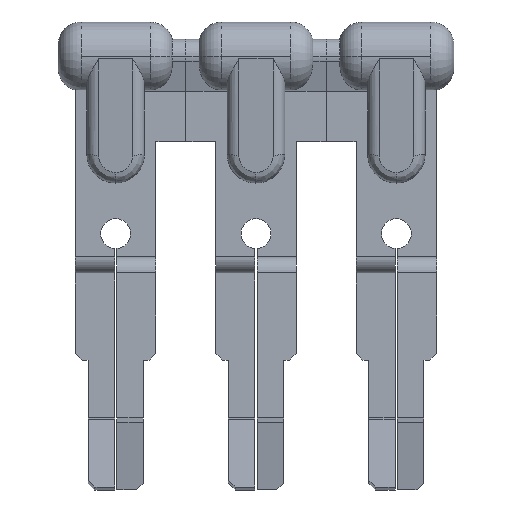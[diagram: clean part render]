
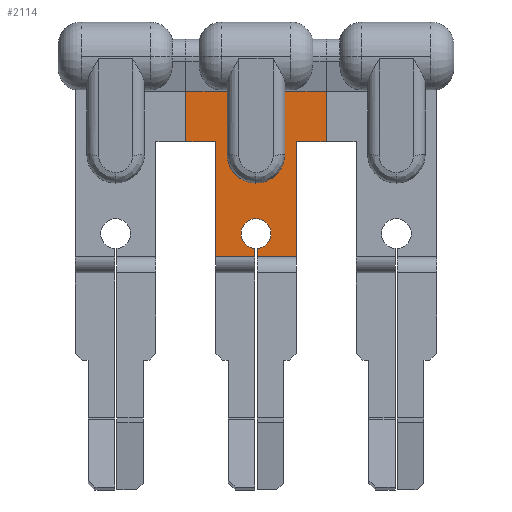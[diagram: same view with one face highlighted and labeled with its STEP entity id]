
A CAD part, top view. The second image highlights one B-rep face of the part: STEP entity #2114.
In plain terms, the highlighted planar face has unit normal (0, 0, 1).
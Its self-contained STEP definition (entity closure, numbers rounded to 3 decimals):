
#81 = ORIENTED_EDGE ( 'NONE', *, *, #4653, .F. ) ;
#125 = ORIENTED_EDGE ( 'NONE', *, *, #1163, .F. ) ;
#146 = DIRECTION ( 'NONE',  ( 0., 0., 1. ) ) ;
#203 = ORIENTED_EDGE ( 'NONE', *, *, #1645, .F. ) ;
#212 = CARTESIAN_POINT ( 'NONE',  ( 0., 4.116, 0. ) ) ;
#222 = CARTESIAN_POINT ( 'NONE',  ( 0.65, 0., 0. ) ) ;
#269 = VERTEX_POINT ( 'NONE', #3575 ) ;
#274 = ORIENTED_EDGE ( 'NONE', *, *, #1569, .T. ) ;
#300 = DIRECTION ( 'NONE',  ( 0., -1., 0. ) ) ;
#420 = VERTEX_POINT ( 'NONE', #1266 ) ;
#459 = DIRECTION ( 'NONE',  ( 0., 0., 1. ) ) ;
#486 = CIRCLE ( 'NONE', #5342, 0.65 ) ;
#534 = CARTESIAN_POINT ( 'NONE',  ( -1.75, -1.01, 0. ) ) ;
#544 = ORIENTED_EDGE ( 'NONE', *, *, #2509, .F. ) ;
#586 = CARTESIAN_POINT ( 'NONE',  ( -3.05, 3.99, 0. ) ) ;
#590 = EDGE_CURVE ( 'NONE', #4591, #420, #3472, .T. ) ;
#594 = CARTESIAN_POINT ( 'NONE',  ( 0.05, -1.01, 0. ) ) ;
#624 = EDGE_CURVE ( 'NONE', #2281, #5162, #2494, .T. ) ;
#689 = EDGE_LOOP ( 'NONE', ( #4409, #203, #2748, #81, #4826, #4385, #2439, #2276, #3146, #544, #3046, #4000, #4681, #274 ) ) ;
#724 = CARTESIAN_POINT ( 'NONE',  ( -3.05, 6.99, 0. ) ) ;
#731 = LINE ( 'NONE', #5093, #1816 ) ;
#738 = DIRECTION ( 'NONE',  ( 1., 0., 0. ) ) ;
#748 = VERTEX_POINT ( 'NONE', #222 ) ;
#808 = VERTEX_POINT ( 'NONE', #1965 ) ;
#846 = EDGE_CURVE ( 'NONE', #4567, #3863, #486, .T. ) ;
#859 = DIRECTION ( 'NONE',  ( 1., 0., 0. ) ) ;
#904 = DIRECTION ( 'NONE',  ( 0., 0., 1. ) ) ;
#905 = CARTESIAN_POINT ( 'NONE',  ( 1.75, 6.99, 0. ) ) ;
#918 = LINE ( 'NONE', #4864, #4093 ) ;
#924 = ORIENTED_EDGE ( 'NONE', *, *, #846, .F. ) ;
#1055 = CARTESIAN_POINT ( 'NONE',  ( -0.05, -0.648, 0. ) ) ;
#1133 = VECTOR ( 'NONE', #2216, 1000. ) ;
#1152 = DIRECTION ( 'NONE',  ( 0., 0., 1. ) ) ;
#1163 = EDGE_CURVE ( 'NONE', #3863, #4567, #2942, .T. ) ;
#1231 = FACE_BOUND ( 'NONE', #2691, .T. ) ;
#1247 = VECTOR ( 'NONE', #859, 1000. ) ;
#1266 = CARTESIAN_POINT ( 'NONE',  ( -1.75, 3.99, 0. ) ) ;
#1267 = VERTEX_POINT ( 'NONE', #1055 ) ;
#1364 = CIRCLE ( 'NONE', #4359, 0.65 ) ;
#1388 = AXIS2_PLACEMENT_3D ( 'NONE', #2649, #146, #3080 ) ;
#1476 = VECTOR ( 'NONE', #1857, 1000. ) ;
#1516 = CARTESIAN_POINT ( 'NONE',  ( 3.05, 6.99, 0. ) ) ;
#1569 = EDGE_CURVE ( 'NONE', #420, #2811, #5200, .T. ) ;
#1645 = EDGE_CURVE ( 'NONE', #1267, #4719, #731, .T. ) ;
#1660 = CARTESIAN_POINT ( 'NONE',  ( -0.65, 4.116, 0. ) ) ;
#1736 = VERTEX_POINT ( 'NONE', #2291 ) ;
#1816 = VECTOR ( 'NONE', #4698, 1000. ) ;
#1857 = DIRECTION ( 'NONE',  ( 0., 1., 0. ) ) ;
#1861 = AXIS2_PLACEMENT_3D ( 'NONE', #2202, #2188, #2176 ) ;
#1889 = EDGE_CURVE ( 'NONE', #2811, #4719, #2866, .T. ) ;
#1965 = CARTESIAN_POINT ( 'NONE',  ( 3.05, 3.99, 0. ) ) ;
#2021 = VECTOR ( 'NONE', #738, 1000. ) ;
#2025 = CARTESIAN_POINT ( 'NONE',  ( -0.05, -1.01, 0. ) ) ;
#2075 = LINE ( 'NONE', #5211, #2207 ) ;
#2112 = CARTESIAN_POINT ( 'NONE',  ( 0., 0., 0. ) ) ;
#2114 = ADVANCED_FACE ( 'NONE', ( #1231, #3315 ), #2522, .T. ) ;
#2176 = DIRECTION ( 'NONE',  ( 1., 0., 0. ) ) ;
#2188 = DIRECTION ( 'NONE',  ( 0., 0., 1. ) ) ;
#2202 = CARTESIAN_POINT ( 'NONE',  ( 0., 4.116, 0. ) ) ;
#2207 = VECTOR ( 'NONE', #300, 1000. ) ;
#2216 = DIRECTION ( 'NONE',  ( 0., 1., 0. ) ) ;
#2276 = ORIENTED_EDGE ( 'NONE', *, *, #2393, .T. ) ;
#2281 = VERTEX_POINT ( 'NONE', #594 ) ;
#2291 = CARTESIAN_POINT ( 'NONE',  ( 1.75, -1.01, 0. ) ) ;
#2313 = CARTESIAN_POINT ( 'NONE',  ( 0.05, -0.648, 0. ) ) ;
#2366 = DIRECTION ( 'NONE',  ( 0., -1., 0. ) ) ;
#2393 = EDGE_CURVE ( 'NONE', #1736, #269, #4773, .T. ) ;
#2439 = ORIENTED_EDGE ( 'NONE', *, *, #5299, .T. ) ;
#2494 = LINE ( 'NONE', #4109, #1133 ) ;
#2509 = EDGE_CURVE ( 'NONE', #4729, #808, #5313, .T. ) ;
#2515 = EDGE_CURVE ( 'NONE', #4283, #4591, #2075, .T. ) ;
#2522 = PLANE ( 'NONE',  #3232 ) ;
#2649 = CARTESIAN_POINT ( 'NONE',  ( 0., 0., 0. ) ) ;
#2691 = EDGE_LOOP ( 'NONE', ( #924, #125 ) ) ;
#2706 = CARTESIAN_POINT ( 'NONE',  ( 1.75, -1.01, 0. ) ) ;
#2748 = ORIENTED_EDGE ( 'NONE', *, *, #4404, .F. ) ;
#2795 = CIRCLE ( 'NONE', #1388, 0.65 ) ;
#2811 = VERTEX_POINT ( 'NONE', #534 ) ;
#2853 = AXIS2_PLACEMENT_3D ( 'NONE', #3661, #1152, #4060 ) ;
#2866 = LINE ( 'NONE', #4468, #2021 ) ;
#2878 = CARTESIAN_POINT ( 'NONE',  ( 3.05, 6.99, 0. ) ) ;
#2942 = CIRCLE ( 'NONE', #1861, 0.65 ) ;
#3033 = CARTESIAN_POINT ( 'NONE',  ( -3.05, 3.99, 0. ) ) ;
#3046 = ORIENTED_EDGE ( 'NONE', *, *, #3324, .T. ) ;
#3080 = DIRECTION ( 'NONE',  ( 1., 0., 0. ) ) ;
#3146 = ORIENTED_EDGE ( 'NONE', *, *, #4690, .F. ) ;
#3181 = VECTOR ( 'NONE', #2366, 1000. ) ;
#3195 = VECTOR ( 'NONE', #4144, 1000. ) ;
#3197 = CARTESIAN_POINT ( 'NONE',  ( -1.75, -1.01, 0. ) ) ;
#3232 = AXIS2_PLACEMENT_3D ( 'NONE', #2112, #459, #3360 ) ;
#3315 = FACE_OUTER_BOUND ( 'NONE', #689, .T. ) ;
#3324 = EDGE_CURVE ( 'NONE', #4729, #4283, #4765, .T. ) ;
#3360 = DIRECTION ( 'NONE',  ( 1., 0., 0. ) ) ;
#3383 = CIRCLE ( 'NONE', #2853, 0.65 ) ;
#3394 = CARTESIAN_POINT ( 'NONE',  ( 0., 0., 0. ) ) ;
#3413 = DIRECTION ( 'NONE',  ( -1., 0., 0. ) ) ;
#3472 = LINE ( 'NONE', #3033, #1247 ) ;
#3503 = CARTESIAN_POINT ( 'NONE',  ( 0.65, 4.116, 0. ) ) ;
#3506 = DIRECTION ( 'NONE',  ( 1., 0., 0. ) ) ;
#3575 = CARTESIAN_POINT ( 'NONE',  ( 1.75, 3.99, 0. ) ) ;
#3647 = DIRECTION ( 'NONE',  ( 0., 0., 1. ) ) ;
#3661 = CARTESIAN_POINT ( 'NONE',  ( 0., 0., 0. ) ) ;
#3711 = VECTOR ( 'NONE', #3413, 1000. ) ;
#3745 = CARTESIAN_POINT ( 'NONE',  ( -1.75, 6.99, 0. ) ) ;
#3821 = DIRECTION ( 'NONE',  ( 1., 0., 0. ) ) ;
#3837 = LINE ( 'NONE', #3197, #4647 ) ;
#3863 = VERTEX_POINT ( 'NONE', #1660 ) ;
#4000 = ORIENTED_EDGE ( 'NONE', *, *, #2515, .T. ) ;
#4054 = EDGE_CURVE ( 'NONE', #5162, #748, #2795, .T. ) ;
#4060 = DIRECTION ( 'NONE',  ( 1., 0., 0. ) ) ;
#4093 = VECTOR ( 'NONE', #5255, 1000. ) ;
#4109 = CARTESIAN_POINT ( 'NONE',  ( 0.05, -1.01, 0. ) ) ;
#4144 = DIRECTION ( 'NONE',  ( 0., -1., 0. ) ) ;
#4274 = CARTESIAN_POINT ( 'NONE',  ( -0.65, 0., 0. ) ) ;
#4283 = VERTEX_POINT ( 'NONE', #724 ) ;
#4359 = AXIS2_PLACEMENT_3D ( 'NONE', #3394, #904, #3821 ) ;
#4385 = ORIENTED_EDGE ( 'NONE', *, *, #624, .F. ) ;
#4404 = EDGE_CURVE ( 'NONE', #4488, #1267, #1364, .T. ) ;
#4409 = ORIENTED_EDGE ( 'NONE', *, *, #1889, .T. ) ;
#4468 = CARTESIAN_POINT ( 'NONE',  ( -1.75, -1.01, 0. ) ) ;
#4488 = VERTEX_POINT ( 'NONE', #4274 ) ;
#4567 = VERTEX_POINT ( 'NONE', #3503 ) ;
#4591 = VERTEX_POINT ( 'NONE', #586 ) ;
#4647 = VECTOR ( 'NONE', #5216, 1000. ) ;
#4653 = EDGE_CURVE ( 'NONE', #748, #4488, #3383, .T. ) ;
#4681 = ORIENTED_EDGE ( 'NONE', *, *, #590, .T. ) ;
#4690 = EDGE_CURVE ( 'NONE', #808, #269, #918, .T. ) ;
#4698 = DIRECTION ( 'NONE',  ( 0., -1., 0. ) ) ;
#4719 = VERTEX_POINT ( 'NONE', #2025 ) ;
#4729 = VERTEX_POINT ( 'NONE', #2878 ) ;
#4765 = LINE ( 'NONE', #905, #3711 ) ;
#4773 = LINE ( 'NONE', #2706, #1476 ) ;
#4826 = ORIENTED_EDGE ( 'NONE', *, *, #4054, .F. ) ;
#4864 = CARTESIAN_POINT ( 'NONE',  ( 3.05, 3.99, 0. ) ) ;
#5093 = CARTESIAN_POINT ( 'NONE',  ( -0.05, -1.01, 0. ) ) ;
#5162 = VERTEX_POINT ( 'NONE', #2313 ) ;
#5200 = LINE ( 'NONE', #3745, #3195 ) ;
#5211 = CARTESIAN_POINT ( 'NONE',  ( -3.05, 6.99, 0. ) ) ;
#5216 = DIRECTION ( 'NONE',  ( 1., 0., 0. ) ) ;
#5255 = DIRECTION ( 'NONE',  ( -1., 0., 0. ) ) ;
#5299 = EDGE_CURVE ( 'NONE', #2281, #1736, #3837, .T. ) ;
#5313 = LINE ( 'NONE', #1516, #3181 ) ;
#5342 = AXIS2_PLACEMENT_3D ( 'NONE', #212, #3647, #3506 ) ;
